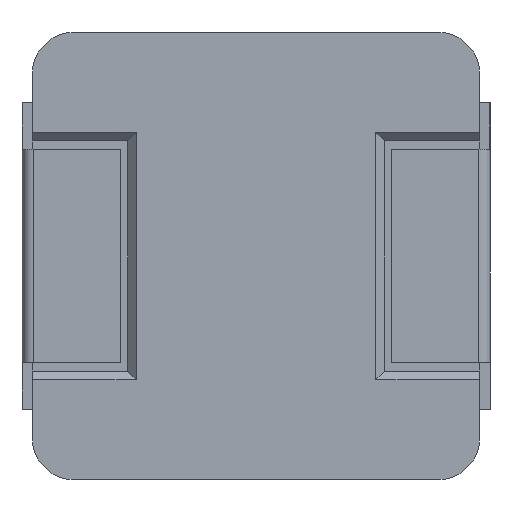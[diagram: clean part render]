
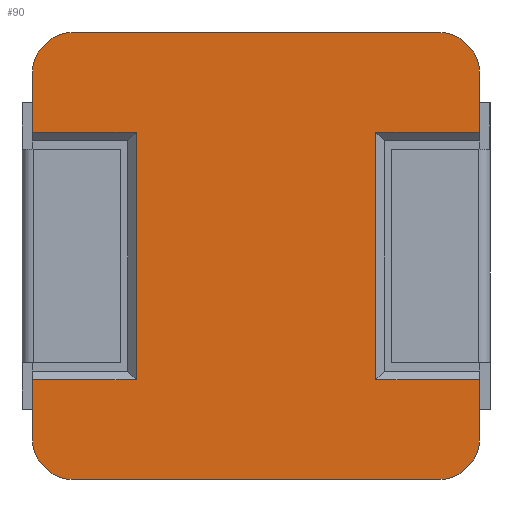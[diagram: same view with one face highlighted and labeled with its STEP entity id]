
A CAD part, front view. The second image highlights one B-rep face of the part: STEP entity #90.
In plain terms, the highlighted planar face has unit normal (0, -1, 0).
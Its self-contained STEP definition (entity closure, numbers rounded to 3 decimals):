
#90=ADVANCED_FACE('',(#168),#169,.F.);
#168=FACE_OUTER_BOUND('',#292,.T.);
#169=PLANE('',#293);
#292=EDGE_LOOP('',(#527,#528,#529,#530,#531,#532,#533,#534,#535,#536,#537,#538,#539,#540,#541,#542));
#293=AXIS2_PLACEMENT_3D('',#543,#544,#545);
#527=ORIENTED_EDGE('',*,*,#987,.F.);
#528=ORIENTED_EDGE('',*,*,#1008,.T.);
#529=ORIENTED_EDGE('',*,*,#1009,.T.);
#530=ORIENTED_EDGE('',*,*,#1010,.T.);
#531=ORIENTED_EDGE('',*,*,#937,.F.);
#532=ORIENTED_EDGE('',*,*,#981,.F.);
#533=ORIENTED_EDGE('',*,*,#1003,.F.);
#534=ORIENTED_EDGE('',*,*,#1001,.F.);
#535=ORIENTED_EDGE('',*,*,#999,.F.);
#536=ORIENTED_EDGE('',*,*,#1011,.T.);
#537=ORIENTED_EDGE('',*,*,#1012,.T.);
#538=ORIENTED_EDGE('',*,*,#1013,.T.);
#539=ORIENTED_EDGE('',*,*,#945,.F.);
#540=ORIENTED_EDGE('',*,*,#993,.F.);
#541=ORIENTED_EDGE('',*,*,#991,.F.);
#542=ORIENTED_EDGE('',*,*,#989,.F.);
#543=CARTESIAN_POINT('',(4.197,2.428,8.036));
#544=DIRECTION('',(-0.0,1.0,0.0));
#545=DIRECTION('',(1.0,0.0,0.0));
#937=EDGE_CURVE('',#1121,#1123,#1124,.T.);
#945=EDGE_CURVE('',#1137,#1139,#1140,.T.);
#981=EDGE_CURVE('',#1207,#1121,#1208,.T.);
#987=EDGE_CURVE('',#1215,#1217,#1218,.T.);
#989=EDGE_CURVE('',#1217,#1220,#1221,.T.);
#991=EDGE_CURVE('',#1220,#1223,#1224,.T.);
#993=EDGE_CURVE('',#1223,#1137,#1226,.T.);
#999=EDGE_CURVE('',#1235,#1237,#1238,.T.);
#1001=EDGE_CURVE('',#1237,#1240,#1241,.T.);
#1003=EDGE_CURVE('',#1240,#1207,#1243,.T.);
#1008=EDGE_CURVE('',#1215,#1252,#1253,.T.);
#1009=EDGE_CURVE('',#1252,#1254,#1255,.T.);
#1010=EDGE_CURVE('',#1254,#1123,#1256,.T.);
#1011=EDGE_CURVE('',#1235,#1257,#1258,.T.);
#1012=EDGE_CURVE('',#1257,#1259,#1260,.T.);
#1013=EDGE_CURVE('',#1259,#1139,#1261,.T.);
#1121=VERTEX_POINT('',#1425);
#1123=VERTEX_POINT('',#1428);
#1124=LINE('',#1429,#1430);
#1137=VERTEX_POINT('',#1449);
#1139=VERTEX_POINT('',#1452);
#1140=LINE('',#1453,#1454);
#1207=VERTEX_POINT('',#1548);
#1208=CIRCLE('',#1549,0.625);
#1215=VERTEX_POINT('',#1560);
#1217=VERTEX_POINT('',#1563);
#1218=LINE('',#1564,#1565);
#1220=VERTEX_POINT('',#1568);
#1221=CIRCLE('',#1569,0.625);
#1223=VERTEX_POINT('',#1572);
#1224=LINE('',#1573,#1574);
#1226=CIRCLE('',#1577,0.625);
#1235=VERTEX_POINT('',#1590);
#1237=VERTEX_POINT('',#1593);
#1238=LINE('',#1594,#1595);
#1240=VERTEX_POINT('',#1598);
#1241=CIRCLE('',#1599,0.625);
#1243=LINE('',#1602,#1603);
#1252=VERTEX_POINT('',#1616);
#1253=LINE('',#1617,#1618);
#1254=VERTEX_POINT('',#1619);
#1255=LINE('',#1620,#1621);
#1256=LINE('',#1622,#1623);
#1257=VERTEX_POINT('',#1624);
#1258=LINE('',#1625,#1626);
#1259=VERTEX_POINT('',#1627);
#1260=LINE('',#1628,#1629);
#1261=LINE('',#1630,#1631);
#1425=CARTESIAN_POINT('',(4.821,2.428,8.036));
#1428=CARTESIAN_POINT('',(4.821,2.428,7.167));
#1429=CARTESIAN_POINT('',(4.821,2.428,8.036));
#1430=VECTOR('',#1873,1000.0);
#1449=CARTESIAN_POINT('',(-1.849,2.428,2.616));
#1452=CARTESIAN_POINT('',(-1.849,2.428,3.484));
#1453=CARTESIAN_POINT('',(-1.849,2.428,8.036));
#1454=VECTOR('',#1881,1000.0);
#1548=CARTESIAN_POINT('',(4.197,2.428,8.661));
#1549=AXIS2_PLACEMENT_3D('',#1933,#1934,#1935);
#1560=CARTESIAN_POINT('',(4.821,2.428,3.484));
#1563=CARTESIAN_POINT('',(4.821,2.428,2.616));
#1564=CARTESIAN_POINT('',(4.821,2.428,8.036));
#1565=VECTOR('',#1941,1000.0);
#1568=CARTESIAN_POINT('',(4.197,2.428,1.991));
#1569=AXIS2_PLACEMENT_3D('',#1943,#1944,#1945);
#1572=CARTESIAN_POINT('',(-1.224,2.428,1.991));
#1573=CARTESIAN_POINT('',(-1.224,2.428,1.991));
#1574=VECTOR('',#1947,1000.0);
#1577=AXIS2_PLACEMENT_3D('',#1949,#1950,#1951);
#1590=CARTESIAN_POINT('',(-1.849,2.428,7.167));
#1593=CARTESIAN_POINT('',(-1.849,2.428,8.036));
#1594=CARTESIAN_POINT('',(-1.849,2.428,8.036));
#1595=VECTOR('',#1957,1000.0);
#1598=CARTESIAN_POINT('',(-1.224,2.428,8.661));
#1599=AXIS2_PLACEMENT_3D('',#1959,#1960,#1961);
#1602=CARTESIAN_POINT('',(-1.224,2.428,8.661));
#1603=VECTOR('',#1963,1000.0);
#1616=CARTESIAN_POINT('',(3.272,2.428,3.484));
#1617=CARTESIAN_POINT('',(4.197,2.428,3.484));
#1618=VECTOR('',#1968,1000.0);
#1619=CARTESIAN_POINT('',(3.272,2.428,7.167));
#1620=CARTESIAN_POINT('',(3.272,2.428,8.036));
#1621=VECTOR('',#1969,1000.0);
#1622=CARTESIAN_POINT('',(4.197,2.428,7.167));
#1623=VECTOR('',#1970,1000.0);
#1624=CARTESIAN_POINT('',(-0.299,2.428,7.167));
#1625=CARTESIAN_POINT('',(4.197,2.428,7.167));
#1626=VECTOR('',#1971,1000.0);
#1627=CARTESIAN_POINT('',(-0.299,2.428,3.484));
#1628=CARTESIAN_POINT('',(-0.299,2.428,8.036));
#1629=VECTOR('',#1972,1000.0);
#1630=CARTESIAN_POINT('',(4.197,2.428,3.484));
#1631=VECTOR('',#1973,1000.0);
#1873=DIRECTION('',(0.0,0.0,-1.0));
#1881=DIRECTION('',(-0.0,-0.0,1.0));
#1933=CARTESIAN_POINT('',(4.197,2.428,8.036));
#1934=DIRECTION('',(0.0,1.0,0.0));
#1935=DIRECTION('',(0.0,0.0,1.0));
#1941=DIRECTION('',(0.0,0.0,-1.0));
#1943=CARTESIAN_POINT('',(4.197,2.428,2.616));
#1944=DIRECTION('',(0.0,1.0,0.0));
#1945=DIRECTION('',(0.0,0.0,-1.0));
#1947=DIRECTION('',(-1.0,-0.0,-0.0));
#1949=CARTESIAN_POINT('',(-1.224,2.428,2.616));
#1950=DIRECTION('',(0.0,1.0,0.0));
#1951=DIRECTION('',(0.0,0.0,-1.0));
#1957=DIRECTION('',(-0.0,-0.0,1.0));
#1959=CARTESIAN_POINT('',(-1.224,2.428,8.036));
#1960=DIRECTION('',(0.0,1.0,0.0));
#1961=DIRECTION('',(0.0,0.0,-1.0));
#1963=DIRECTION('',(1.0,0.0,0.0));
#1968=DIRECTION('',(-1.0,0.0,0.0));
#1969=DIRECTION('',(0.0,0.0,1.0));
#1970=DIRECTION('',(1.0,0.0,0.));
#1971=DIRECTION('',(1.0,0.0,0.));
#1972=DIRECTION('',(0.0,0.0,-1.0));
#1973=DIRECTION('',(-1.0,0.0,0.0));
